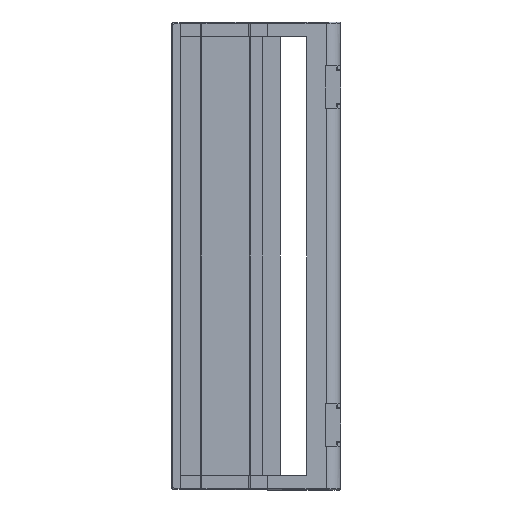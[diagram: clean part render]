
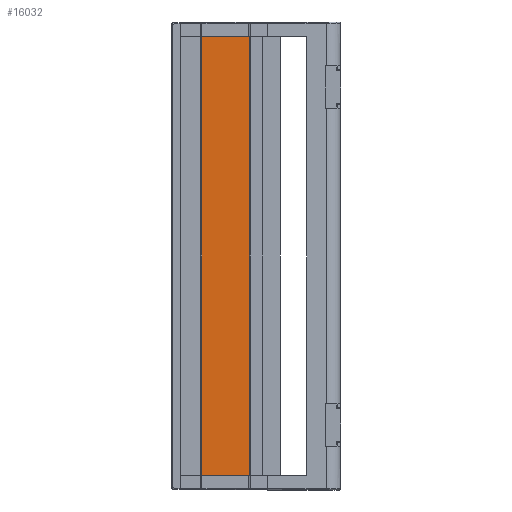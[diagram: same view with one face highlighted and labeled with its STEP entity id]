
A CAD part, left-side view. The second image highlights one B-rep face of the part: STEP entity #16032.
In plain terms, the highlighted planar face has unit normal (-1, 0, 0).
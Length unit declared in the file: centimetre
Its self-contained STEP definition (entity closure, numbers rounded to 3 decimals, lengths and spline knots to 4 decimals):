
#463 = EDGE_CURVE ( 'NONE', #27445, #23891, #17181, .T. ) ;
#2261 = AXIS2_PLACEMENT_3D ( 'NONE', #6733, #6527, #21544 ) ;
#2457 = DIRECTION ( 'NONE',  ( 0., 1., 0. ) ) ;
#2633 = VECTOR ( 'NONE', #21348, 100. ) ;
#3190 = ORIENTED_EDGE ( 'NONE', *, *, #9279, .F. ) ;
#4049 = EDGE_CURVE ( 'NONE', #13566, #23891, #18119, .T. ) ;
#4879 = CARTESIAN_POINT ( 'NONE',  ( -3.0806, 3.5965, -0.5 ) ) ;
#6362 = CARTESIAN_POINT ( 'NONE',  ( -3.0806, 3.5965, -0.5 ) ) ;
#6485 = CARTESIAN_POINT ( 'NONE',  ( -3.0806, 1.9693, -12.4712 ) ) ;
#6527 = DIRECTION ( 'NONE',  ( 1., 0., 0. ) ) ;
#6598 = CARTESIAN_POINT ( 'NONE',  ( -3.0806, 3.5965, -12.4712 ) ) ;
#6733 = CARTESIAN_POINT ( 'NONE',  ( -3.0806, 3.5965, -12.4712 ) ) ;
#6875 = ORIENTED_EDGE ( 'NONE', *, *, #11264, .T. ) ;
#7984 = VECTOR ( 'NONE', #21291, 100. ) ;
#9279 = EDGE_CURVE ( 'NONE', #22904, #27445, #26292, .T. ) ;
#11264 = EDGE_CURVE ( 'NONE', #22904, #13566, #19956, .T. ) ;
#12007 = FACE_OUTER_BOUND ( 'NONE', #12879, .T. ) ;
#12879 = EDGE_LOOP ( 'NONE', ( #14633, #3190, #6875, #16001 ) ) ;
#13155 = VECTOR ( 'NONE', #2457, 100. ) ;
#13566 = VERTEX_POINT ( 'NONE', #21463 ) ;
#13735 = VECTOR ( 'NONE', #31710, 100. ) ;
#14633 = ORIENTED_EDGE ( 'NONE', *, *, #463, .F. ) ;
#14771 = CARTESIAN_POINT ( 'NONE',  ( -3.0806, 3.5965, -15.56 ) ) ;
#16001 = ORIENTED_EDGE ( 'NONE', *, *, #4049, .T. ) ;
#16032 = ADVANCED_FACE ( 'NONE', ( #12007 ), #23611, .F. ) ;
#16801 = CARTESIAN_POINT ( 'NONE',  ( -3.0806, 3.5965, -15.56 ) ) ;
#17181 = LINE ( 'NONE', #6598, #13735 ) ;
#18119 = LINE ( 'NONE', #6362, #2633 ) ;
#19956 = LINE ( 'NONE', #6485, #7984 ) ;
#21291 = DIRECTION ( 'NONE',  ( 0., 0., 1. ) ) ;
#21348 = DIRECTION ( 'NONE',  ( 0., 1., 0. ) ) ;
#21463 = CARTESIAN_POINT ( 'NONE',  ( -3.0806, 1.9693, -0.5 ) ) ;
#21544 = DIRECTION ( 'NONE',  ( 0., 1., 0. ) ) ;
#22904 = VERTEX_POINT ( 'NONE', #32074 ) ;
#23611 = PLANE ( 'NONE',  #2261 ) ;
#23891 = VERTEX_POINT ( 'NONE', #4879 ) ;
#26292 = LINE ( 'NONE', #14771, #13155 ) ;
#27445 = VERTEX_POINT ( 'NONE', #16801 ) ;
#31710 = DIRECTION ( 'NONE',  ( 0., 0., 1. ) ) ;
#32074 = CARTESIAN_POINT ( 'NONE',  ( -3.0806, 1.9693, -15.56 ) ) ;
